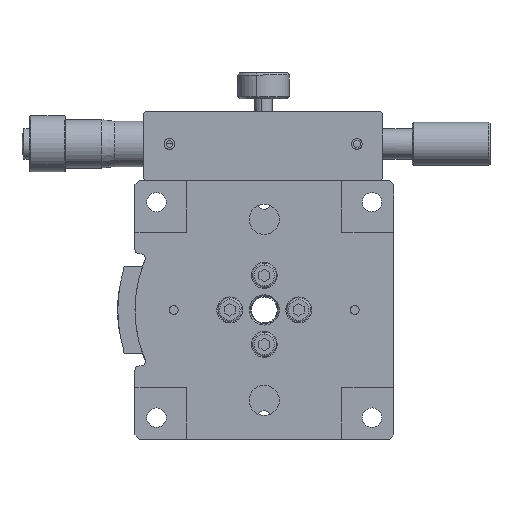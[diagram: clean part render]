
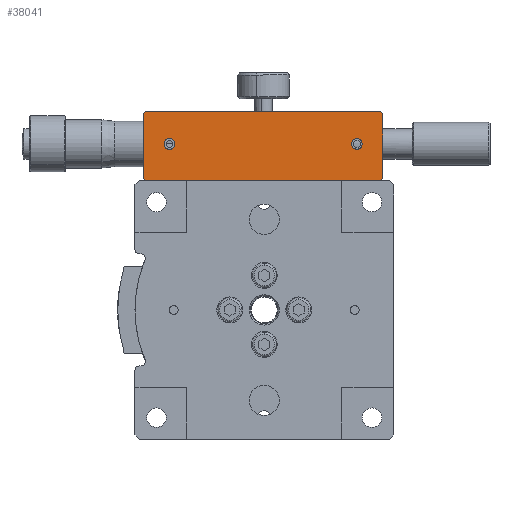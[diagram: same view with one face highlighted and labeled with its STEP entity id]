
A CAD part, front view. The second image highlights one B-rep face of the part: STEP entity #38041.
In plain terms, the highlighted planar face has unit normal (0, -1, 0).
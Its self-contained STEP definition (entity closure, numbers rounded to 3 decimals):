
#114 = CARTESIAN_POINT ( 'NONE',  ( -27.5, 3., 46. ) ) ;
#191 = VECTOR ( 'NONE', #22804, 1000. ) ;
#690 = CARTESIAN_POINT ( 'NONE',  ( 27.5, 3., 46. ) ) ;
#838 = ORIENTED_EDGE ( 'NONE', *, *, #14367, .T. ) ;
#1473 = VERTEX_POINT ( 'NONE', #9729 ) ;
#1877 = CARTESIAN_POINT ( 'NONE',  ( 27.5, 3., 45.5 ) ) ;
#1978 = VERTEX_POINT ( 'NONE', #4130 ) ;
#3025 = ORIENTED_EDGE ( 'NONE', *, *, #8466, .T. ) ;
#3988 = LINE ( 'NONE', #22112, #40223 ) ;
#4130 = CARTESIAN_POINT ( 'NONE',  ( -22., 3., 37.25 ) ) ;
#4828 = VECTOR ( 'NONE', #24443, 1000. ) ;
#8282 = EDGE_LOOP ( 'NONE', ( #40375, #42157 ) ) ;
#8286 = DIRECTION ( 'NONE',  ( 0., 0., -1. ) ) ;
#8466 = EDGE_CURVE ( 'NONE', #17643, #46369, #15633, .T. ) ;
#9177 = CIRCLE ( 'NONE', #12995, 1.25 ) ;
#9307 = CARTESIAN_POINT ( 'NONE',  ( 31.5, 3., 41.5 ) ) ;
#9729 = CARTESIAN_POINT ( 'NONE',  ( 21.5, 3., 39.75 ) ) ;
#10568 = PLANE ( 'NONE',  #31570 ) ;
#10895 = ORIENTED_EDGE ( 'NONE', *, *, #32586, .F. ) ;
#11455 = EDGE_LOOP ( 'NONE', ( #24839, #23841 ) ) ;
#11549 = DIRECTION ( 'NONE',  ( 0., -1., 0. ) ) ;
#11580 = VERTEX_POINT ( 'NONE', #35735 ) ;
#11822 = CARTESIAN_POINT ( 'NONE',  ( 27., 3., 46. ) ) ;
#12995 = AXIS2_PLACEMENT_3D ( 'NONE', #26128, #30077, #19029 ) ;
#13455 = LINE ( 'NONE', #38226, #21950 ) ;
#14367 = EDGE_CURVE ( 'NONE', #18352, #18763, #3988, .T. ) ;
#14492 = CARTESIAN_POINT ( 'NONE',  ( 21.5, 3., 38.5 ) ) ;
#15049 = CARTESIAN_POINT ( 'NONE',  ( -22., 3., 38.5 ) ) ;
#15592 = DIRECTION ( 'NONE',  ( 0., -1., 0. ) ) ;
#15633 = LINE ( 'NONE', #9307, #33697 ) ;
#15873 = DIRECTION ( 'NONE',  ( 1., 0., 0. ) ) ;
#16732 = ORIENTED_EDGE ( 'NONE', *, *, #35394, .T. ) ;
#17029 = VERTEX_POINT ( 'NONE', #41308 ) ;
#17636 = EDGE_CURVE ( 'NONE', #30069, #29924, #19818, .T. ) ;
#17643 = VERTEX_POINT ( 'NONE', #1877 ) ;
#17944 = FACE_BOUND ( 'NONE', #8282, .T. ) ;
#18352 = VERTEX_POINT ( 'NONE', #32171 ) ;
#18763 = VERTEX_POINT ( 'NONE', #18966 ) ;
#18966 = CARTESIAN_POINT ( 'NONE',  ( 27.5, 3., 30.5 ) ) ;
#19029 = DIRECTION ( 'NONE',  ( 0., 0., -1. ) ) ;
#19473 = VECTOR ( 'NONE', #15873, 1000. ) ;
#19818 = LINE ( 'NONE', #23378, #33906 ) ;
#19893 = DIRECTION ( 'NONE',  ( 0.707, 0., 0.707 ) ) ;
#20227 = DIRECTION ( 'NONE',  ( 0.707, 0., -0.707 ) ) ;
#20725 = VERTEX_POINT ( 'NONE', #35690 ) ;
#20729 = ORIENTED_EDGE ( 'NONE', *, *, #26546, .T. ) ;
#20850 = CARTESIAN_POINT ( 'NONE',  ( 20., 3., 46. ) ) ;
#21950 = VECTOR ( 'NONE', #20227, 1000. ) ;
#22112 = CARTESIAN_POINT ( 'NONE',  ( 23.5, 3., 26.5 ) ) ;
#22804 = DIRECTION ( 'NONE',  ( 0., 0., -1. ) ) ;
#23378 = CARTESIAN_POINT ( 'NONE',  ( -11.75, 3., 61.75 ) ) ;
#23841 = ORIENTED_EDGE ( 'NONE', *, *, #41830, .F. ) ;
#24443 = DIRECTION ( 'NONE',  ( -1., 0., 0. ) ) ;
#24839 = ORIENTED_EDGE ( 'NONE', *, *, #39300, .F. ) ;
#25271 = EDGE_LOOP ( 'NONE', ( #20729, #838, #10895, #3025, #28264, #42308, #33476, #16732 ) ) ;
#25685 = CIRCLE ( 'NONE', #41867, 1.25 ) ;
#26128 = CARTESIAN_POINT ( 'NONE',  ( 21.5, 3., 38.5 ) ) ;
#26238 = CARTESIAN_POINT ( 'NONE',  ( -28., 3., 46. ) ) ;
#26546 = EDGE_CURVE ( 'NONE', #11580, #18352, #39848, .T. ) ;
#27438 = CARTESIAN_POINT ( 'NONE',  ( 21.5, 3., 37.25 ) ) ;
#27553 = FACE_BOUND ( 'NONE', #11455, .T. ) ;
#28264 = ORIENTED_EDGE ( 'NONE', *, *, #31036, .T. ) ;
#28423 = VECTOR ( 'NONE', #36518, 1000. ) ;
#28723 = DIRECTION ( 'NONE',  ( 0., 0., -1. ) ) ;
#29924 = VERTEX_POINT ( 'NONE', #37290 ) ;
#30069 = VERTEX_POINT ( 'NONE', #114 ) ;
#30077 = DIRECTION ( 'NONE',  ( 0., -1., 0. ) ) ;
#31036 = EDGE_CURVE ( 'NONE', #46369, #30069, #45030, .T. ) ;
#31570 = AXIS2_PLACEMENT_3D ( 'NONE', #46290, #46580, #35551 ) ;
#31857 = LINE ( 'NONE', #690, #191 ) ;
#32171 = CARTESIAN_POINT ( 'NONE',  ( 27., 3., 30. ) ) ;
#32586 = EDGE_CURVE ( 'NONE', #17643, #18763, #31857, .T. ) ;
#32588 = EDGE_CURVE ( 'NONE', #36058, #1473, #9177, .T. ) ;
#33121 = CARTESIAN_POINT ( 'NONE',  ( -22., 3., 38.5 ) ) ;
#33476 = ORIENTED_EDGE ( 'NONE', *, *, #46453, .F. ) ;
#33697 = VECTOR ( 'NONE', #37952, 1000. ) ;
#33707 = CARTESIAN_POINT ( 'NONE',  ( -20., 3., 30. ) ) ;
#33906 = VECTOR ( 'NONE', #37320, 1000. ) ;
#34792 = CIRCLE ( 'NONE', #39745, 1.25 ) ;
#35394 = EDGE_CURVE ( 'NONE', #17029, #11580, #13455, .T. ) ;
#35515 = DIRECTION ( 'NONE',  ( 0., -1., 0. ) ) ;
#35551 = DIRECTION ( 'NONE',  ( 0., 0., -1. ) ) ;
#35690 = CARTESIAN_POINT ( 'NONE',  ( -22., 3., 39.75 ) ) ;
#35735 = CARTESIAN_POINT ( 'NONE',  ( -27.5, 3., 30. ) ) ;
#36039 = FACE_OUTER_BOUND ( 'NONE', #25271, .T. ) ;
#36058 = VERTEX_POINT ( 'NONE', #27438 ) ;
#36317 = LINE ( 'NONE', #26238, #28423 ) ;
#36518 = DIRECTION ( 'NONE',  ( 0., 0., 1. ) ) ;
#37290 = CARTESIAN_POINT ( 'NONE',  ( -28., 3., 45.5 ) ) ;
#37320 = DIRECTION ( 'NONE',  ( -0.707, 0., -0.707 ) ) ;
#37952 = DIRECTION ( 'NONE',  ( -0.707, 0., 0.707 ) ) ;
#37996 = AXIS2_PLACEMENT_3D ( 'NONE', #33121, #15592, #8286 ) ;
#38041 = ADVANCED_FACE ( 'NONE', ( #27553, #17944, #36039 ), #10568, .T. ) ;
#38226 = CARTESIAN_POINT ( 'NONE',  ( -3.75, 3., 6.25 ) ) ;
#38538 = EDGE_CURVE ( 'NONE', #1473, #36058, #34792, .T. ) ;
#39300 = EDGE_CURVE ( 'NONE', #1978, #20725, #25685, .T. ) ;
#39745 = AXIS2_PLACEMENT_3D ( 'NONE', #14492, #35515, #28723 ) ;
#39848 = LINE ( 'NONE', #33707, #19473 ) ;
#40214 = DIRECTION ( 'NONE',  ( 0., 0., -1. ) ) ;
#40223 = VECTOR ( 'NONE', #19893, 1000. ) ;
#40375 = ORIENTED_EDGE ( 'NONE', *, *, #32588, .F. ) ;
#40728 = CIRCLE ( 'NONE', #37996, 1.25 ) ;
#41308 = CARTESIAN_POINT ( 'NONE',  ( -28., 3., 30.5 ) ) ;
#41830 = EDGE_CURVE ( 'NONE', #20725, #1978, #40728, .T. ) ;
#41867 = AXIS2_PLACEMENT_3D ( 'NONE', #15049, #11549, #40214 ) ;
#42157 = ORIENTED_EDGE ( 'NONE', *, *, #38538, .F. ) ;
#42308 = ORIENTED_EDGE ( 'NONE', *, *, #17636, .T. ) ;
#45030 = LINE ( 'NONE', #20850, #4828 ) ;
#46290 = CARTESIAN_POINT ( 'NONE',  ( 20., 3., 30. ) ) ;
#46369 = VERTEX_POINT ( 'NONE', #11822 ) ;
#46453 = EDGE_CURVE ( 'NONE', #17029, #29924, #36317, .T. ) ;
#46580 = DIRECTION ( 'NONE',  ( 0., -1., 0. ) ) ;
